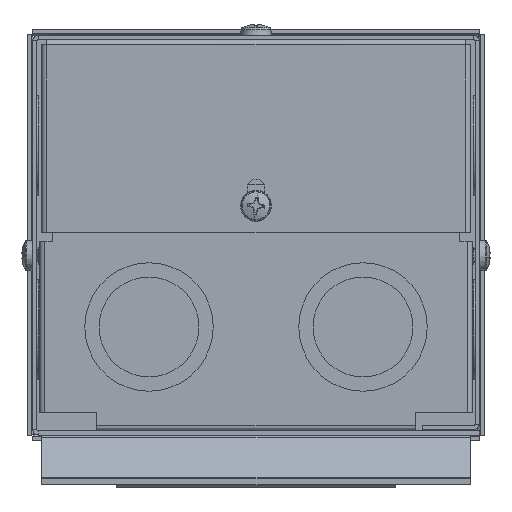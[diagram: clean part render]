
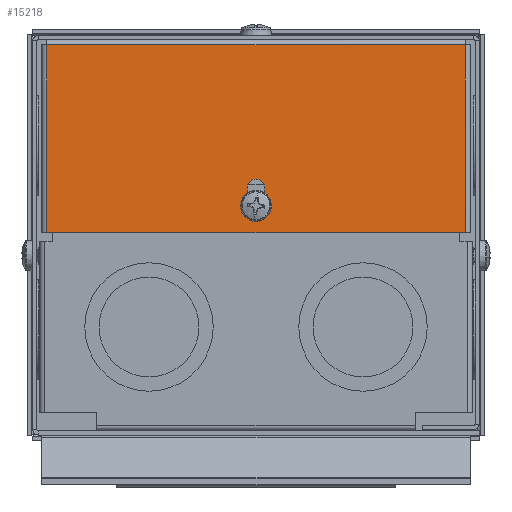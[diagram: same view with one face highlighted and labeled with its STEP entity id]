
A CAD part, front view. The second image highlights one B-rep face of the part: STEP entity #15218.
In plain terms, the highlighted planar face has unit normal (0, -1, 0).
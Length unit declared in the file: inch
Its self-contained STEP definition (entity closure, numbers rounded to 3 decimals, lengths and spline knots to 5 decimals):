
#2278 = VERTEX_POINT ( 'NONE', #16274 ) ;
#2288 = VERTEX_POINT ( 'NONE', #16292 ) ;
#2289 = VERTEX_POINT ( 'NONE', #15450 ) ;
#2292 = VERTEX_POINT ( 'NONE', #15594 ) ;
#2293 = VERTEX_POINT ( 'NONE', #16020 ) ;
#2298 = VERTEX_POINT ( 'NONE', #15831 ) ;
#2299 = VERTEX_POINT ( 'NONE', #16036 ) ;
#2301 = VERTEX_POINT ( 'NONE', #15990 ) ;
#2302 = VERTEX_POINT ( 'NONE', #15830 ) ;
#2638 = ORIENTED_EDGE ( 'NONE', *, *, #5790, .T. ) ;
#2639 = ORIENTED_EDGE ( 'NONE', *, *, #5789, .T. ) ;
#2640 = ORIENTED_EDGE ( 'NONE', *, *, #5788, .T. ) ;
#2641 = ORIENTED_EDGE ( 'NONE', *, *, #5792, .F. ) ;
#2645 = ORIENTED_EDGE ( 'NONE', *, *, #5787, .T. ) ;
#2648 = ORIENTED_EDGE ( 'NONE', *, *, #5785, .T. ) ;
#2649 = ORIENTED_EDGE ( 'NONE', *, *, #5791, .T. ) ;
#2650 = ORIENTED_EDGE ( 'NONE', *, *, #5781, .T. ) ;
#2651 = ORIENTED_EDGE ( 'NONE', *, *, #5786, .T. ) ;
#4219 = AXIS2_PLACEMENT_3D ( 'NONE', #12736, #12489, #12730 ) ;
#4221 = AXIS2_PLACEMENT_3D ( 'NONE', #12481, #12533, #12905 ) ;
#4223 = AXIS2_PLACEMENT_3D ( 'NONE', #12534, #12704, #12726 ) ;
#5158 = CIRCLE ( 'NONE', #4219, 0.07813 ) ;
#5165 = LINE ( 'NONE', #12771, #5171 ) ;
#5168 = LINE ( 'NONE', #12718, #5179 ) ;
#5170 = CIRCLE ( 'NONE', #4221, 0.07813 ) ;
#5171 = VECTOR ( 'NONE', #12750, 39.37008 ) ;
#5172 = LINE ( 'NONE', #12986, #5174 ) ;
#5173 = CIRCLE ( 'NONE', #4223, 0.07813 ) ;
#5174 = VECTOR ( 'NONE', #12512, 39.37008 ) ;
#5175 = LINE ( 'NONE', #12749, #5177 ) ;
#5177 = VECTOR ( 'NONE', #12908, 39.37008 ) ;
#5178 = LINE ( 'NONE', #12700, #5181 ) ;
#5179 = VECTOR ( 'NONE', #12796, 39.37008 ) ;
#5180 = LINE ( 'NONE', #12735, #5183 ) ;
#5181 = VECTOR ( 'NONE', #12632, 39.37008 ) ;
#5183 = VECTOR ( 'NONE', #12913, 39.37008 ) ;
#5781 = EDGE_CURVE ( 'NONE', #2288, #2289, #5158, .T. ) ;
#5785 = EDGE_CURVE ( 'NONE', #2292, #2293, #5165, .T. ) ;
#5786 = EDGE_CURVE ( 'NONE', #2293, #2288, #5170, .T. ) ;
#5787 = EDGE_CURVE ( 'NONE', #2289, #2278, #5172, .T. ) ;
#5788 = EDGE_CURVE ( 'NONE', #2278, #2292, #5173, .T. ) ;
#5789 = EDGE_CURVE ( 'NONE', #2298, #2299, #5175, .T. ) ;
#5790 = EDGE_CURVE ( 'NONE', #2299, #2301, #5168, .T. ) ;
#5791 = EDGE_CURVE ( 'NONE', #2301, #2302, #5178, .T. ) ;
#5792 = EDGE_CURVE ( 'NONE', #2298, #2302, #5180, .T. ) ;
#7166 = FACE_BOUND ( 'NONE', #12005, .T. ) ;
#7169 = FACE_OUTER_BOUND ( 'NONE', #11997, .T. ) ;
#9436 = AXIS2_PLACEMENT_3D ( 'NONE', #10263, #10262, #10266 ) ;
#10262 = DIRECTION ( 'NONE',  ( 0., 1., 0. ) ) ;
#10263 = CARTESIAN_POINT ( 'NONE',  ( 0., -0.0359, 0. ) ) ;
#10264 = PLANE ( 'NONE',  #9436 ) ;
#10266 = DIRECTION ( 'NONE',  ( 0., 0., 1. ) ) ;
#11997 = EDGE_LOOP ( 'NONE', ( #2639, #2638, #2649, #2641 ) ) ;
#12005 = EDGE_LOOP ( 'NONE', ( #2648, #2651, #2650, #2645, #2640 ) ) ;
#12481 = CARTESIAN_POINT ( 'NONE',  ( 0., -0.0359, 0.67312 ) ) ;
#12489 = DIRECTION ( 'NONE',  ( 0., 1., 0. ) ) ;
#12512 = DIRECTION ( 'NONE',  ( 0., 0., -1. ) ) ;
#12533 = DIRECTION ( 'NONE',  ( 0., 1., 0. ) ) ;
#12534 = CARTESIAN_POINT ( 'NONE',  ( 0., -0.0359, 0.45437 ) ) ;
#12632 = DIRECTION ( 'NONE',  ( 0., 0., 1. ) ) ;
#12700 = CARTESIAN_POINT ( 'NONE',  ( 1.8351, -0.0359, -0.80203 ) ) ;
#12704 = DIRECTION ( 'NONE',  ( 0., 1., 0. ) ) ;
#12718 = CARTESIAN_POINT ( 'NONE',  ( -1.83803, -0.0359, -0.7991 ) ) ;
#12726 = DIRECTION ( 'NONE',  ( 0., 0., 1. ) ) ;
#12730 = DIRECTION ( 'NONE',  ( 0., 0., 1. ) ) ;
#12735 = CARTESIAN_POINT ( 'NONE',  ( -1.881, -0.0359, 0.845 ) ) ;
#12736 = CARTESIAN_POINT ( 'NONE',  ( 0., -0.0359, 0.67312 ) ) ;
#12749 = CARTESIAN_POINT ( 'NONE',  ( -1.8351, -0.0359, 0.845 ) ) ;
#12750 = DIRECTION ( 'NONE',  ( 0., 0., 1. ) ) ;
#12771 = CARTESIAN_POINT ( 'NONE',  ( -0.07812, -0.0359, 0.67312 ) ) ;
#12796 = DIRECTION ( 'NONE',  ( 1., 0., 0. ) ) ;
#12905 = DIRECTION ( 'NONE',  ( 0., 0., 1. ) ) ;
#12908 = DIRECTION ( 'NONE',  ( 0., 0., -1. ) ) ;
#12913 = DIRECTION ( 'NONE',  ( 1., 0., 0. ) ) ;
#12986 = CARTESIAN_POINT ( 'NONE',  ( 0.07813, -0.0359, 0.67312 ) ) ;
#15218 = ADVANCED_FACE ( 'NONE', ( #7166, #7169 ), #10264, .F. ) ;
#15450 = CARTESIAN_POINT ( 'NONE',  ( 0.07813, -0.0359, 0.67312 ) ) ;
#15594 = CARTESIAN_POINT ( 'NONE',  ( -0.07812, -0.0359, 0.45438 ) ) ;
#15830 = CARTESIAN_POINT ( 'NONE',  ( 1.8351, -0.0359, 0.845 ) ) ;
#15831 = CARTESIAN_POINT ( 'NONE',  ( -1.8351, -0.0359, 0.845 ) ) ;
#15990 = CARTESIAN_POINT ( 'NONE',  ( 1.8351, -0.0359, -0.7991 ) ) ;
#16020 = CARTESIAN_POINT ( 'NONE',  ( -0.07812, -0.0359, 0.67312 ) ) ;
#16036 = CARTESIAN_POINT ( 'NONE',  ( -1.8351, -0.0359, -0.7991 ) ) ;
#16274 = CARTESIAN_POINT ( 'NONE',  ( 0.07813, -0.0359, 0.45438 ) ) ;
#16292 = CARTESIAN_POINT ( 'NONE',  ( 0., -0.0359, 0.75125 ) ) ;
